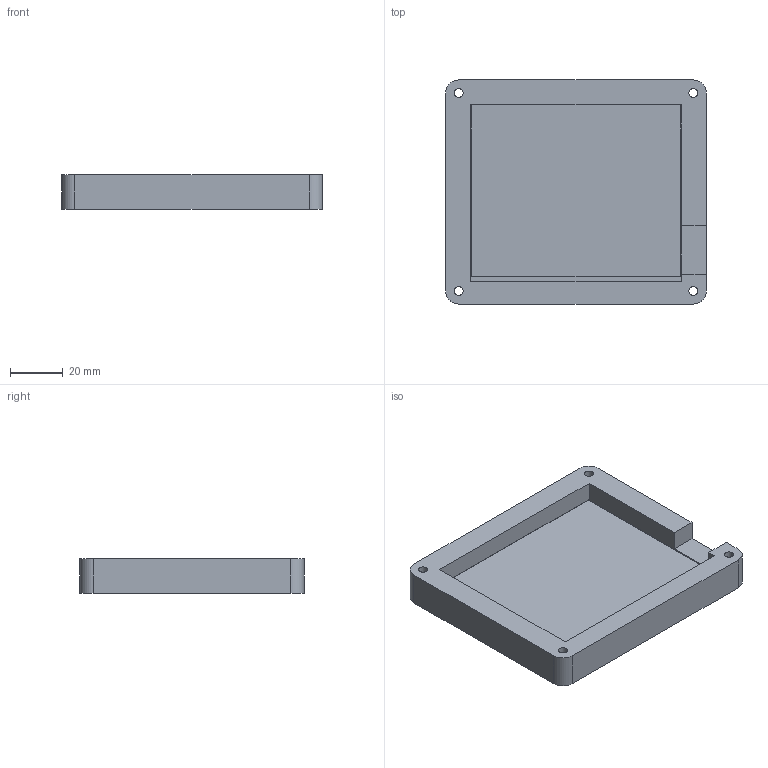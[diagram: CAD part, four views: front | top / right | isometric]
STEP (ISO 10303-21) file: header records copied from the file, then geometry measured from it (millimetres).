
FILE_DESCRIPTION(/* description */ (''),/* implementation_level */ '2;1');
FILE_NAME(/* name */ 'Hackpad Bottom Final.step',/* time_stamp */ '2026-01-20T19:51:43-07:00',/* author */ (''),/* organization */ (''),/* preprocessor_version */ 'ST-DEVELOPER v20.1',/* originating_system */ 'Autodesk Translation Framework v14.21.0.0',/* authorisation */ '');
FILE_SCHEMA (('AUTOMOTIVE_DESIGN { 1 0 10303 214 3 1 1 }'));
Length unit declared in the file: millimetre
Products named in the file (2): 2026-01-19-17-12-39-546; 2026-01-19-17-13-21-874
Assembly tree (1 placements, depth 2):
  2026-01-19-17-12-39-546
    2026-01-19-17-13-21-874
Bounding box: 99.19 x 85.2 x 13 mm (x, y, z)
Volume: 54102.5 mm3; surface area: 35314.7 mm2
Topology: 2 solids, 2 shells, 402 faces, 1119 edges, 746 vertices
Faces by surface type: bspline 267, plane 123, cylinder 12
Full cylindrical faces by diameter (mm): 3.4 x4, 6 x4
Entity records: 15372 total; most frequent: CARTESIAN_POINT 6809, ORIENTED_EDGE 2238, EDGE_CURVE 1119, DIRECTION 885, VERTEX_POINT 746, LINE 561, VECTOR 561, B_SPLINE_CURVE_WITH_KNOTS 534
